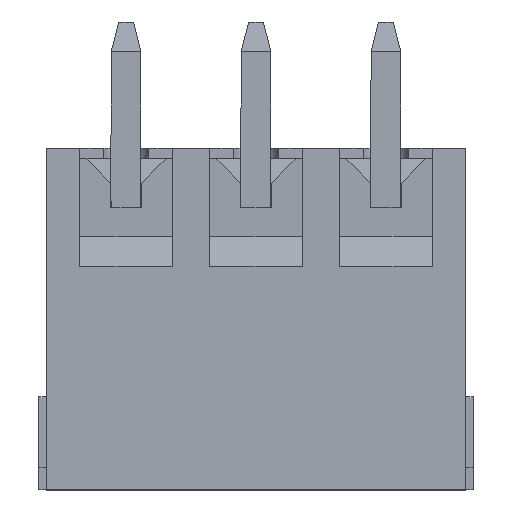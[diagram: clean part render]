
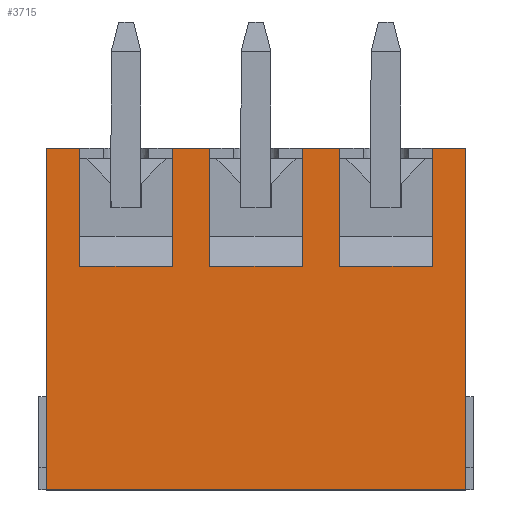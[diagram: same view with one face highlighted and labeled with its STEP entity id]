
A CAD part, top view. The second image highlights one B-rep face of the part: STEP entity #3715.
In plain terms, the highlighted planar face has unit normal (0, 0, 1).
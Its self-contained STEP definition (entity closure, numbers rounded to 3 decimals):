
#35=CARTESIAN_POINT('',(10.9,8.912,-6.05));
#36=VERTEX_POINT('',#35);
#45=CARTESIAN_POINT('',(13.4,8.912,-6.05));
#46=VERTEX_POINT('',#45);
#47=CARTESIAN_POINT('',(10.9,8.912,-6.05));
#48=DIRECTION('',(1.,0.,0.));
#49=VECTOR('',#48,2.5);
#50=LINE('',#47,#49);
#51=EDGE_CURVE('',#36,#46,#50,.T.);
#75=CARTESIAN_POINT('',(13.4,12.1,-6.05));
#76=VERTEX_POINT('',#75);
#108=CARTESIAN_POINT('',(13.4,8.912,-6.05));
#109=DIRECTION('',(0.,1.,0.));
#110=VECTOR('',#109,3.188);
#111=LINE('',#108,#110);
#112=EDGE_CURVE('',#46,#76,#111,.T.);
#323=CARTESIAN_POINT('',(14.3,2.9,-6.05));
#324=VERTEX_POINT('',#323);
#331=CARTESIAN_POINT('',(3.,2.9,-6.05));
#332=VERTEX_POINT('',#331);
#333=CARTESIAN_POINT('',(14.3,2.9,-6.05));
#334=DIRECTION('',(-1.,0.,0.));
#335=VECTOR('',#334,11.3);
#336=LINE('',#333,#335);
#337=EDGE_CURVE('',#324,#332,#336,.T.);
#1508=CARTESIAN_POINT('',(14.3,12.1,-6.05));
#1509=VERTEX_POINT('',#1508);
#1510=CARTESIAN_POINT('',(14.3,12.1,-6.05));
#1511=DIRECTION('',(0.,-1.,0.));
#1512=VECTOR('',#1511,9.2);
#1513=LINE('',#1510,#1512);
#1514=EDGE_CURVE('',#1509,#324,#1513,.T.);
#3598=CARTESIAN_POINT('',(10.9,12.1,-6.05));
#3599=VERTEX_POINT('',#3598);
#3600=CARTESIAN_POINT('',(10.9,12.1,-6.05));
#3601=DIRECTION('',(0.,-1.,0.));
#3602=VECTOR('',#3601,3.188);
#3603=LINE('',#3600,#3602);
#3604=EDGE_CURVE('',#3599,#36,#3603,.T.);
#3619=CARTESIAN_POINT('',(8.65,7.5,-6.05));
#3620=DIRECTION('',(1.,0.,0.));
#3621=DIRECTION('',(0.,0.,1.));
#3622=AXIS2_PLACEMENT_3D('',#3619,#3621,#3620);
#3623=PLANE('',#3622);
#3624=CARTESIAN_POINT('',(6.4,8.912,-6.05));
#3625=VERTEX_POINT('',#3624);
#3626=CARTESIAN_POINT('',(6.4,12.1,-6.05));
#3627=VERTEX_POINT('',#3626);
#3628=CARTESIAN_POINT('',(6.4,8.912,-6.05));
#3629=DIRECTION('',(0.,1.,0.));
#3630=VECTOR('',#3629,3.188);
#3631=LINE('',#3628,#3630);
#3632=EDGE_CURVE('',#3625,#3627,#3631,.T.);
#3633=ORIENTED_EDGE('',*,*,#3632,.F.);
#3634=CARTESIAN_POINT('',(3.9,8.912,-6.05));
#3635=VERTEX_POINT('',#3634);
#3636=CARTESIAN_POINT('',(3.9,8.912,-6.05));
#3637=DIRECTION('',(1.,0.,0.));
#3638=VECTOR('',#3637,2.5);
#3639=LINE('',#3636,#3638);
#3640=EDGE_CURVE('',#3635,#3625,#3639,.T.);
#3641=ORIENTED_EDGE('',*,*,#3640,.F.);
#3642=CARTESIAN_POINT('',(3.9,12.1,-6.05));
#3643=VERTEX_POINT('',#3642);
#3644=CARTESIAN_POINT('',(3.9,12.1,-6.05));
#3645=DIRECTION('',(0.,-1.,0.));
#3646=VECTOR('',#3645,3.188);
#3647=LINE('',#3644,#3646);
#3648=EDGE_CURVE('',#3643,#3635,#3647,.T.);
#3649=ORIENTED_EDGE('',*,*,#3648,.F.);
#3650=CARTESIAN_POINT('',(3.,12.1,-6.05));
#3651=VERTEX_POINT('',#3650);
#3652=CARTESIAN_POINT('',(3.,12.1,-6.05));
#3653=DIRECTION('',(1.,0.,0.));
#3654=VECTOR('',#3653,0.9);
#3655=LINE('',#3652,#3654);
#3656=EDGE_CURVE('',#3651,#3643,#3655,.T.);
#3657=ORIENTED_EDGE('',*,*,#3656,.F.);
#3658=CARTESIAN_POINT('',(3.,12.1,-6.05));
#3659=DIRECTION('',(0.,-1.,0.));
#3660=VECTOR('',#3659,9.2);
#3661=LINE('',#3658,#3660);
#3662=EDGE_CURVE('',#3651,#332,#3661,.T.);
#3663=ORIENTED_EDGE('',*,*,#3662,.T.);
#3664=ORIENTED_EDGE('',*,*,#337,.F.);
#3665=ORIENTED_EDGE('',*,*,#1514,.F.);
#3666=CARTESIAN_POINT('',(13.4,12.1,-6.05));
#3667=DIRECTION('',(1.,0.,0.));
#3668=VECTOR('',#3667,0.9);
#3669=LINE('',#3666,#3668);
#3670=EDGE_CURVE('',#76,#1509,#3669,.T.);
#3671=ORIENTED_EDGE('',*,*,#3670,.F.);
#3672=ORIENTED_EDGE('',*,*,#112,.F.);
#3673=ORIENTED_EDGE('',*,*,#51,.F.);
#3674=ORIENTED_EDGE('',*,*,#3604,.F.);
#3675=CARTESIAN_POINT('',(9.9,12.1,-6.05));
#3676=VERTEX_POINT('',#3675);
#3677=CARTESIAN_POINT('',(9.9,12.1,-6.05));
#3678=DIRECTION('',(1.,0.,0.));
#3679=VECTOR('',#3678,1.);
#3680=LINE('',#3677,#3679);
#3681=EDGE_CURVE('',#3676,#3599,#3680,.T.);
#3682=ORIENTED_EDGE('',*,*,#3681,.F.);
#3683=CARTESIAN_POINT('',(9.9,8.912,-6.05));
#3684=VERTEX_POINT('',#3683);
#3685=CARTESIAN_POINT('',(9.9,8.912,-6.05));
#3686=DIRECTION('',(0.,1.,0.));
#3687=VECTOR('',#3686,3.188);
#3688=LINE('',#3685,#3687);
#3689=EDGE_CURVE('',#3684,#3676,#3688,.T.);
#3690=ORIENTED_EDGE('',*,*,#3689,.F.);
#3691=CARTESIAN_POINT('',(7.4,8.912,-6.05));
#3692=VERTEX_POINT('',#3691);
#3693=CARTESIAN_POINT('',(7.4,8.912,-6.05));
#3694=DIRECTION('',(1.,0.,0.));
#3695=VECTOR('',#3694,2.5);
#3696=LINE('',#3693,#3695);
#3697=EDGE_CURVE('',#3692,#3684,#3696,.T.);
#3698=ORIENTED_EDGE('',*,*,#3697,.F.);
#3699=CARTESIAN_POINT('',(7.4,12.1,-6.05));
#3700=VERTEX_POINT('',#3699);
#3701=CARTESIAN_POINT('',(7.4,12.1,-6.05));
#3702=DIRECTION('',(0.,-1.,0.));
#3703=VECTOR('',#3702,3.188);
#3704=LINE('',#3701,#3703);
#3705=EDGE_CURVE('',#3700,#3692,#3704,.T.);
#3706=ORIENTED_EDGE('',*,*,#3705,.F.);
#3707=CARTESIAN_POINT('',(6.4,12.1,-6.05));
#3708=DIRECTION('',(1.,0.,0.));
#3709=VECTOR('',#3708,1.);
#3710=LINE('',#3707,#3709);
#3711=EDGE_CURVE('',#3627,#3700,#3710,.T.);
#3712=ORIENTED_EDGE('',*,*,#3711,.F.);
#3713=EDGE_LOOP('',(#3633,#3641,#3649,#3657,#3663,#3664,#3665,#3671,#3672,#3673,#3674,#3682,#3690,#3698,#3706,#3712));
#3714=FACE_OUTER_BOUND('',#3713,.T.);
#3715=ADVANCED_FACE('',(#3714),#3623,.T.);
